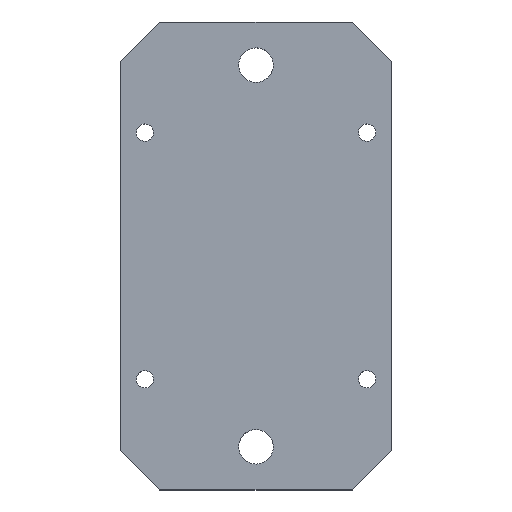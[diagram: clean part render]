
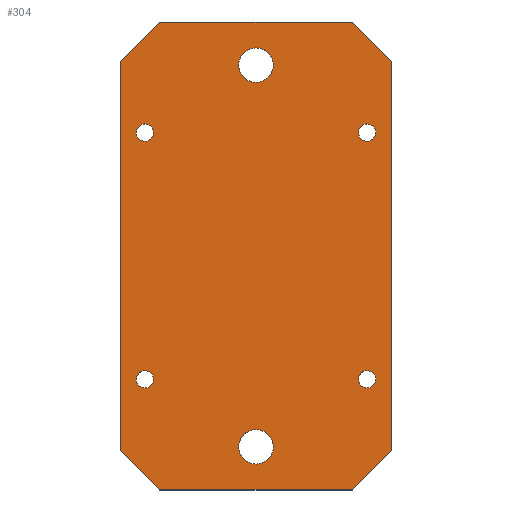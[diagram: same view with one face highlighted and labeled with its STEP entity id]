
A CAD part, top view. The second image highlights one B-rep face of the part: STEP entity #304.
In plain terms, the highlighted planar face has unit normal (0, 0, 1).
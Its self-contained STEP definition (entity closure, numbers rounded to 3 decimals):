
#96=AXIS2_PLACEMENT_3D('Circle Axis2P3D',#94,#95,$) ;
#122=AXIS2_PLACEMENT_3D('Circle Axis2P3D',#120,#121,$) ;
#142=AXIS2_PLACEMENT_3D('Plane Axis2P3D',#139,#140,#141) ;
#216=AXIS2_PLACEMENT_3D('Circle Axis2P3D',#214,#215,$) ;
#225=AXIS2_PLACEMENT_3D('Circle Axis2P3D',#223,#224,$) ;
#234=AXIS2_PLACEMENT_3D('Circle Axis2P3D',#232,#233,$) ;
#243=AXIS2_PLACEMENT_3D('Circle Axis2P3D',#241,#242,$) ;
#252=AXIS2_PLACEMENT_3D('Circle Axis2P3D',#250,#251,$) ;
#261=AXIS2_PLACEMENT_3D('Circle Axis2P3D',#259,#260,$) ;
#270=AXIS2_PLACEMENT_3D('Circle Axis2P3D',#268,#269,$) ;
#279=AXIS2_PLACEMENT_3D('Circle Axis2P3D',#277,#278,$) ;
#288=AXIS2_PLACEMENT_3D('Circle Axis2P3D',#286,#287,$) ;
#297=AXIS2_PLACEMENT_3D('Circle Axis2P3D',#295,#296,$) ;
#91=CARTESIAN_POINT('Vertex',(-21.014,24.211,9.)) ;
#94=CARTESIAN_POINT('Axis2P3D Location',(-22.55,25.05,9.)) ;
#98=CARTESIAN_POINT('Vertex',(-24.086,25.889,9.)) ;
#120=CARTESIAN_POINT('Axis2P3D Location',(-22.55,25.05,9.)) ;
#139=CARTESIAN_POINT('Axis2P3D Location',(0.,0.,9.)) ;
#144=CARTESIAN_POINT('Line Origine',(0.,-47.5,9.)) ;
#148=CARTESIAN_POINT('Vertex',(-19.5,-47.5,9.)) ;
#150=CARTESIAN_POINT('Vertex',(19.5,-47.5,9.)) ;
#153=CARTESIAN_POINT('Line Origine',(23.5,-43.5,9.)) ;
#157=CARTESIAN_POINT('Vertex',(27.5,-39.5,9.)) ;
#160=CARTESIAN_POINT('Line Origine',(27.5,0.,9.)) ;
#164=CARTESIAN_POINT('Vertex',(27.5,39.5,9.)) ;
#167=CARTESIAN_POINT('Line Origine',(23.5,43.5,9.)) ;
#171=CARTESIAN_POINT('Vertex',(19.5,47.5,9.)) ;
#174=CARTESIAN_POINT('Line Origine',(0.,47.5,9.)) ;
#178=CARTESIAN_POINT('Vertex',(-19.5,47.5,9.)) ;
#181=CARTESIAN_POINT('Line Origine',(-23.5,43.5,9.)) ;
#185=CARTESIAN_POINT('Vertex',(-27.5,39.5,9.)) ;
#188=CARTESIAN_POINT('Line Origine',(-27.5,0.,9.)) ;
#192=CARTESIAN_POINT('Vertex',(-27.5,-39.5,9.)) ;
#195=CARTESIAN_POINT('Line Origine',(-23.5,-43.5,9.)) ;
#214=CARTESIAN_POINT('Axis2P3D Location',(-22.55,-25.05,9.)) ;
#218=CARTESIAN_POINT('Vertex',(-24.086,-24.211,9.)) ;
#220=CARTESIAN_POINT('Vertex',(-21.014,-25.889,9.)) ;
#223=CARTESIAN_POINT('Axis2P3D Location',(-22.55,-25.05,9.)) ;
#232=CARTESIAN_POINT('Axis2P3D Location',(22.55,-25.05,9.)) ;
#236=CARTESIAN_POINT('Vertex',(21.014,-24.211,9.)) ;
#238=CARTESIAN_POINT('Vertex',(24.086,-25.889,9.)) ;
#241=CARTESIAN_POINT('Axis2P3D Location',(22.55,-25.05,9.)) ;
#250=CARTESIAN_POINT('Axis2P3D Location',(22.55,25.05,9.)) ;
#254=CARTESIAN_POINT('Vertex',(21.014,25.889,9.)) ;
#256=CARTESIAN_POINT('Vertex',(24.086,24.211,9.)) ;
#259=CARTESIAN_POINT('Axis2P3D Location',(22.55,25.05,9.)) ;
#268=CARTESIAN_POINT('Axis2P3D Location',(0.,38.75,9.)) ;
#272=CARTESIAN_POINT('Vertex',(-3.072,40.428,9.)) ;
#274=CARTESIAN_POINT('Vertex',(3.072,37.072,9.)) ;
#277=CARTESIAN_POINT('Axis2P3D Location',(0.,38.75,9.)) ;
#286=CARTESIAN_POINT('Axis2P3D Location',(0.,-38.75,9.)) ;
#290=CARTESIAN_POINT('Vertex',(-3.072,-37.072,9.)) ;
#292=CARTESIAN_POINT('Vertex',(3.072,-40.428,9.)) ;
#295=CARTESIAN_POINT('Axis2P3D Location',(0.,-38.75,9.)) ;
#95=DIRECTION('Axis2P3D Direction',(0.,-0.,-1.)) ;
#121=DIRECTION('Axis2P3D Direction',(0.,-0.,-1.)) ;
#140=DIRECTION('Axis2P3D Direction',(0.,0.,1.)) ;
#141=DIRECTION('Axis2P3D XDirection',(1.,0.,0.)) ;
#145=DIRECTION('Vector Direction',(-1.,0.,0.)) ;
#154=DIRECTION('Vector Direction',(-0.707,-0.707,0.)) ;
#161=DIRECTION('Vector Direction',(0.,-1.,0.)) ;
#168=DIRECTION('Vector Direction',(0.707,-0.707,0.)) ;
#175=DIRECTION('Vector Direction',(1.,0.,0.)) ;
#182=DIRECTION('Vector Direction',(0.707,0.707,0.)) ;
#189=DIRECTION('Vector Direction',(0.,1.,0.)) ;
#196=DIRECTION('Vector Direction',(0.707,-0.707,0.)) ;
#215=DIRECTION('Axis2P3D Direction',(0.,0.,1.)) ;
#224=DIRECTION('Axis2P3D Direction',(0.,0.,1.)) ;
#233=DIRECTION('Axis2P3D Direction',(0.,0.,1.)) ;
#242=DIRECTION('Axis2P3D Direction',(0.,0.,1.)) ;
#251=DIRECTION('Axis2P3D Direction',(0.,0.,1.)) ;
#260=DIRECTION('Axis2P3D Direction',(0.,0.,1.)) ;
#269=DIRECTION('Axis2P3D Direction',(0.,0.,1.)) ;
#278=DIRECTION('Axis2P3D Direction',(0.,0.,1.)) ;
#287=DIRECTION('Axis2P3D Direction',(0.,0.,1.)) ;
#296=DIRECTION('Axis2P3D Direction',(0.,0.,1.)) ;
#146=VECTOR('Line Direction',#145,1.) ;
#155=VECTOR('Line Direction',#154,1.) ;
#162=VECTOR('Line Direction',#161,1.) ;
#169=VECTOR('Line Direction',#168,1.) ;
#176=VECTOR('Line Direction',#175,1.) ;
#183=VECTOR('Line Direction',#182,1.) ;
#190=VECTOR('Line Direction',#189,1.) ;
#197=VECTOR('Line Direction',#196,1.) ;
#201=ORIENTED_EDGE('',*,*,#152,.T.) ;
#202=ORIENTED_EDGE('',*,*,#159,.F.) ;
#203=ORIENTED_EDGE('',*,*,#166,.T.) ;
#204=ORIENTED_EDGE('',*,*,#173,.F.) ;
#205=ORIENTED_EDGE('',*,*,#180,.T.) ;
#206=ORIENTED_EDGE('',*,*,#187,.F.) ;
#207=ORIENTED_EDGE('',*,*,#194,.T.) ;
#208=ORIENTED_EDGE('',*,*,#199,.F.) ;
#211=ORIENTED_EDGE('',*,*,#124,.F.) ;
#212=ORIENTED_EDGE('',*,*,#100,.F.) ;
#229=ORIENTED_EDGE('',*,*,#222,.F.) ;
#230=ORIENTED_EDGE('',*,*,#227,.F.) ;
#247=ORIENTED_EDGE('',*,*,#240,.F.) ;
#248=ORIENTED_EDGE('',*,*,#245,.F.) ;
#265=ORIENTED_EDGE('',*,*,#258,.F.) ;
#266=ORIENTED_EDGE('',*,*,#263,.F.) ;
#283=ORIENTED_EDGE('',*,*,#276,.F.) ;
#284=ORIENTED_EDGE('',*,*,#281,.F.) ;
#301=ORIENTED_EDGE('',*,*,#294,.F.) ;
#302=ORIENTED_EDGE('',*,*,#299,.F.) ;
#213=FACE_BOUND('',#210,.T.) ;
#231=FACE_BOUND('',#228,.T.) ;
#249=FACE_BOUND('',#246,.T.) ;
#267=FACE_BOUND('',#264,.T.) ;
#285=FACE_BOUND('',#282,.T.) ;
#303=FACE_BOUND('',#300,.T.) ;
#304=ADVANCED_FACE('SUPORTE VERMELHA',(#209,#213,#231,#249,#267,#285,#303),#143,.T.) ;
#97=CIRCLE('generated circle',#96,1.75) ;
#123=CIRCLE('generated circle',#122,1.75) ;
#217=CIRCLE('generated circle',#216,1.75) ;
#226=CIRCLE('generated circle',#225,1.75) ;
#235=CIRCLE('generated circle',#234,1.75) ;
#244=CIRCLE('generated circle',#243,1.75) ;
#253=CIRCLE('generated circle',#252,1.75) ;
#262=CIRCLE('generated circle',#261,1.75) ;
#271=CIRCLE('generated circle',#270,3.5) ;
#280=CIRCLE('generated circle',#279,3.5) ;
#289=CIRCLE('generated circle',#288,3.5) ;
#298=CIRCLE('generated circle',#297,3.5) ;
#100=EDGE_CURVE('',#92,#99,#97,.F.) ;
#124=EDGE_CURVE('',#99,#92,#123,.F.) ;
#152=EDGE_CURVE('',#149,#151,#147,.F.) ;
#159=EDGE_CURVE('',#158,#151,#156,.T.) ;
#166=EDGE_CURVE('',#158,#165,#163,.F.) ;
#173=EDGE_CURVE('',#172,#165,#170,.T.) ;
#180=EDGE_CURVE('',#172,#179,#177,.F.) ;
#187=EDGE_CURVE('',#186,#179,#184,.T.) ;
#194=EDGE_CURVE('',#186,#193,#191,.F.) ;
#199=EDGE_CURVE('',#149,#193,#198,.F.) ;
#222=EDGE_CURVE('',#219,#221,#217,.T.) ;
#227=EDGE_CURVE('',#221,#219,#226,.T.) ;
#240=EDGE_CURVE('',#237,#239,#235,.T.) ;
#245=EDGE_CURVE('',#239,#237,#244,.T.) ;
#258=EDGE_CURVE('',#255,#257,#253,.T.) ;
#263=EDGE_CURVE('',#257,#255,#262,.T.) ;
#276=EDGE_CURVE('',#273,#275,#271,.T.) ;
#281=EDGE_CURVE('',#275,#273,#280,.T.) ;
#294=EDGE_CURVE('',#291,#293,#289,.T.) ;
#299=EDGE_CURVE('',#293,#291,#298,.T.) ;
#200=EDGE_LOOP('',(#201,#202,#203,#204,#205,#206,#207,#208)) ;
#210=EDGE_LOOP('',(#211,#212)) ;
#228=EDGE_LOOP('',(#229,#230)) ;
#246=EDGE_LOOP('',(#247,#248)) ;
#264=EDGE_LOOP('',(#265,#266)) ;
#282=EDGE_LOOP('',(#283,#284)) ;
#300=EDGE_LOOP('',(#301,#302)) ;
#209=FACE_OUTER_BOUND('',#200,.T.) ;
#147=LINE('Line',#144,#146) ;
#156=LINE('Line',#153,#155) ;
#163=LINE('Line',#160,#162) ;
#170=LINE('Line',#167,#169) ;
#177=LINE('Line',#174,#176) ;
#184=LINE('Line',#181,#183) ;
#191=LINE('Line',#188,#190) ;
#198=LINE('Line',#195,#197) ;
#143=PLANE('',#142) ;
#92=VERTEX_POINT('',#91) ;
#99=VERTEX_POINT('',#98) ;
#149=VERTEX_POINT('',#148) ;
#151=VERTEX_POINT('',#150) ;
#158=VERTEX_POINT('',#157) ;
#165=VERTEX_POINT('',#164) ;
#172=VERTEX_POINT('',#171) ;
#179=VERTEX_POINT('',#178) ;
#186=VERTEX_POINT('',#185) ;
#193=VERTEX_POINT('',#192) ;
#219=VERTEX_POINT('',#218) ;
#221=VERTEX_POINT('',#220) ;
#237=VERTEX_POINT('',#236) ;
#239=VERTEX_POINT('',#238) ;
#255=VERTEX_POINT('',#254) ;
#257=VERTEX_POINT('',#256) ;
#273=VERTEX_POINT('',#272) ;
#275=VERTEX_POINT('',#274) ;
#291=VERTEX_POINT('',#290) ;
#293=VERTEX_POINT('',#292) ;
